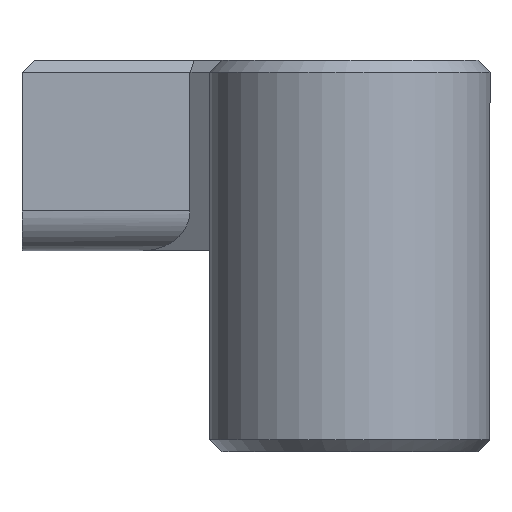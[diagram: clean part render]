
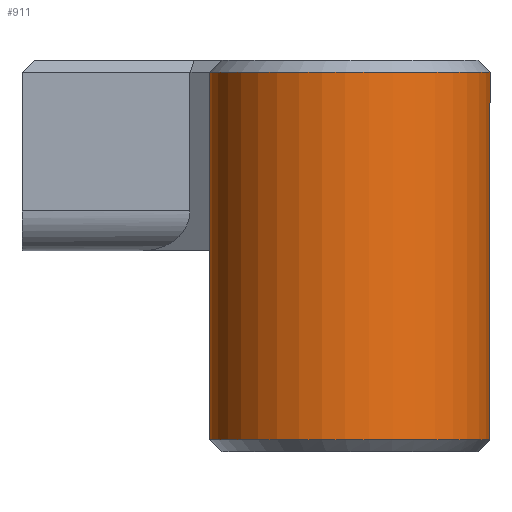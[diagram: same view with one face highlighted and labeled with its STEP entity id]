
A CAD part, front view. The second image highlights one B-rep face of the part: STEP entity #911.
In plain terms, the highlighted cylindrical face has radius 3.5 mm (diameter 7 mm), a partial arc.
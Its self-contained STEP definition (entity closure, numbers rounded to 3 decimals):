
#22=CYLINDRICAL_SURFACE('',#986,3.5);
#39=CIRCLE('',#975,3.5);
#40=CIRCLE('',#987,3.5);
#71=FACE_OUTER_BOUND('',#125,.T.);
#125=EDGE_LOOP('',(#715,#716,#717,#718));
#221=LINE('',#1430,#332);
#222=LINE('',#1434,#333);
#332=VECTOR('',#1159,10.);
#333=VECTOR('',#1164,10.);
#419=VERTEX_POINT('',#1391);
#420=VERTEX_POINT('',#1396);
#428=VERTEX_POINT('',#1428);
#429=VERTEX_POINT('',#1432);
#515=EDGE_CURVE('',#420,#419,#39,.T.);
#532=EDGE_CURVE('',#419,#428,#221,.T.);
#533=EDGE_CURVE('',#428,#429,#40,.T.);
#534=EDGE_CURVE('',#420,#429,#222,.T.);
#715=ORIENTED_EDGE('',*,*,#515,.T.);
#716=ORIENTED_EDGE('',*,*,#532,.T.);
#717=ORIENTED_EDGE('',*,*,#533,.T.);
#718=ORIENTED_EDGE('',*,*,#534,.F.);
#911=ADVANCED_FACE('',(#71),#22,.T.);
#975=AXIS2_PLACEMENT_3D('',#1397,#1123,#1124);
#986=AXIS2_PLACEMENT_3D('',#1431,#1160,#1161);
#987=AXIS2_PLACEMENT_3D('',#1433,#1162,#1163);
#1123=DIRECTION('center_axis',(0.,0.,-1.));
#1124=DIRECTION('ref_axis',(-0.429,-0.904,0.));
#1159=DIRECTION('',(0.,0.,-1.));
#1160=DIRECTION('center_axis',(0.,0.,1.));
#1161=DIRECTION('ref_axis',(0.461,-0.887,0.));
#1162=DIRECTION('center_axis',(0.,0.,1.));
#1163=DIRECTION('ref_axis',(-0.429,-0.904,0.));
#1164=DIRECTION('',(0.,0.,-1.));
#1391=CARTESIAN_POINT('',(2.9,0.574,19.2));
#1396=CARTESIAN_POINT('',(7.85,3.147,19.2));
#1397=CARTESIAN_POINT('Origin',(6.35,-0.016,19.2));
#1428=CARTESIAN_POINT('',(2.9,0.574,10.05));
#1430=CARTESIAN_POINT('',(2.9,0.574,19.5));
#1431=CARTESIAN_POINT('Origin',(6.35,-0.016,19.5));
#1432=CARTESIAN_POINT('',(7.85,3.147,10.05));
#1433=CARTESIAN_POINT('Origin',(6.35,-0.016,10.05));
#1434=CARTESIAN_POINT('',(7.85,3.147,19.5));
